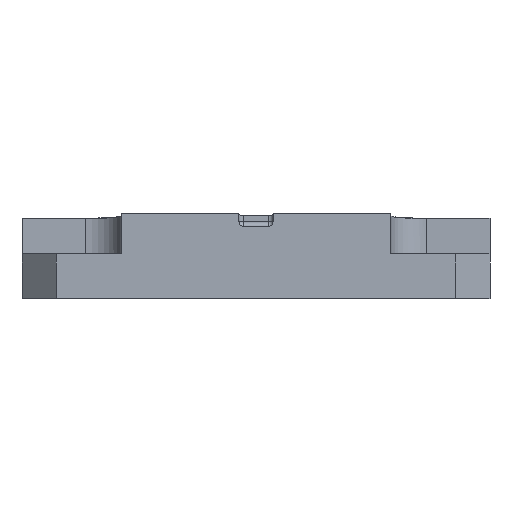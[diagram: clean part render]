
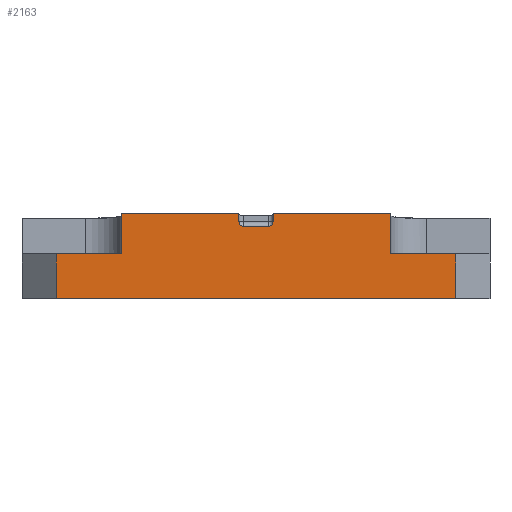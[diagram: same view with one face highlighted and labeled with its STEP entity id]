
A CAD part, front view. The second image highlights one B-rep face of the part: STEP entity #2163.
In plain terms, the highlighted planar face has unit normal (0, -1, 0).
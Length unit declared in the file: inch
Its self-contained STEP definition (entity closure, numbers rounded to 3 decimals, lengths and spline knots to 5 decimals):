
#455=DIRECTION('',(0.,0.,1.));
#456=VECTOR('',#455,0.59235);
#457=CARTESIAN_POINT('',(1.9685,-4.17188,0.72));
#458=LINE('',#457,#456);
#463=DIRECTION('',(1.,0.,0.));
#464=VECTOR('',#463,0.05006);
#465=CARTESIAN_POINT('',(-2.01856,-4.17188,0.72));
#466=LINE('',#465,#464);
#467=CARTESIAN_POINT('',(-1.96848,-4.17188,1.314));
#468=CARTESIAN_POINT('',(-1.96849,-4.17188,1.31345));
#469=CARTESIAN_POINT('',(-1.9685,-4.17188,1.3129));
#470=CARTESIAN_POINT('',(-1.9685,-4.17188,1.31235));
#472=DIRECTION('',(1.,0.,0.));
#473=VECTOR('',#472,1.71848);
#474=CARTESIAN_POINT('',(-1.96848,-4.17188,1.314));
#475=LINE('',#474,#473);
#476=DIRECTION('',(0.,0.,-1.));
#477=VECTOR('',#476,0.126);
#478=CARTESIAN_POINT('',(-0.25,-4.17188,1.314));
#479=LINE('',#478,#477);
#480=DIRECTION('',(1.,0.,0.));
#481=VECTOR('',#480,0.374);
#482=CARTESIAN_POINT('',(-0.187,-4.17188,1.125));
#483=LINE('',#482,#481);
#484=DIRECTION('',(0.,0.,-1.));
#485=VECTOR('',#484,0.126);
#486=CARTESIAN_POINT('',(0.25,-4.17188,1.314));
#487=LINE('',#486,#485);
#488=DIRECTION('',(1.,0.,0.));
#489=VECTOR('',#488,1.71848);
#490=CARTESIAN_POINT('',(0.25,-4.17188,1.314));
#491=LINE('',#490,#489);
#492=CARTESIAN_POINT('',(1.9685,-4.17188,1.31235));
#493=CARTESIAN_POINT('',(1.9685,-4.17188,1.3129));
#494=CARTESIAN_POINT('',(1.96849,-4.17188,1.31345));
#495=CARTESIAN_POINT('',(1.96848,-4.17188,1.314));
#497=DIRECTION('',(1.,0.,0.));
#498=VECTOR('',#497,0.05006);
#499=CARTESIAN_POINT('',(1.9685,-4.17188,0.72));
#500=LINE('',#499,#498);
#501=DIRECTION('',(1.,0.,0.));
#502=VECTOR('',#501,0.9065);
#503=CARTESIAN_POINT('',(2.031,-4.17188,0.71875));
#504=LINE('',#503,#502);
#505=DIRECTION('',(0.,0.,1.));
#506=VECTOR('',#505,0.65875);
#507=CARTESIAN_POINT('',(2.9375,-4.17188,0.06));
#508=LINE('',#507,#506);
#509=DIRECTION('',(1.,0.,0.));
#510=VECTOR('',#509,5.875);
#511=CARTESIAN_POINT('',(-2.9375,-4.17188,0.06));
#512=LINE('',#511,#510);
#513=DIRECTION('',(0.,0.,1.));
#514=VECTOR('',#513,0.65875);
#515=CARTESIAN_POINT('',(-2.9375,-4.17188,0.06));
#516=LINE('',#515,#514);
#517=DIRECTION('',(1.,0.,0.));
#518=VECTOR('',#517,0.9065);
#519=CARTESIAN_POINT('',(-2.9375,-4.17188,0.71875));
#520=LINE('',#519,#518);
#521=DIRECTION('',(0.,0.,-1.));
#522=VECTOR('',#521,0.59235);
#523=CARTESIAN_POINT('',(-1.9685,-4.17188,1.31235));
#524=LINE('',#523,#522);
#652=CARTESIAN_POINT('',(0.187,-4.17188,1.188));
#653=DIRECTION('',(0.,1.,0.));
#654=DIRECTION('',(1.,0.,0.));
#655=AXIS2_PLACEMENT_3D('',#652,#653,#654);
#669=CARTESIAN_POINT('',(-0.187,-4.17188,1.188));
#670=DIRECTION('',(0.,1.,0.));
#671=DIRECTION('',(0.,0.,-1.));
#672=AXIS2_PLACEMENT_3D('',#669,#670,#671);
#747=CARTESIAN_POINT('',(2.031,-4.17188,0.78125));
#748=DIRECTION('',(0.,1.,0.));
#749=DIRECTION('',(0.,0.,-1.));
#750=AXIS2_PLACEMENT_3D('',#747,#748,#749);
#1230=CARTESIAN_POINT('',(-2.031,-4.17188,0.78125));
#1231=DIRECTION('',(0.,1.,0.));
#1232=DIRECTION('',(0.199,0.,-0.98));
#1233=AXIS2_PLACEMENT_3D('',#1230,#1231,#1232);
#1298=CARTESIAN_POINT('',(2.9375,-4.17188,0.71875));
#1300=VERTEX_POINT('',#1298);
#1305=CARTESIAN_POINT('',(-2.9375,-4.17188,0.71875));
#1307=VERTEX_POINT('',#1305);
#1335=CARTESIAN_POINT('',(2.031,-4.17188,0.71875));
#1336=VERTEX_POINT('',#1335);
#1338=CARTESIAN_POINT('',(-2.031,-4.17188,0.71875));
#1340=VERTEX_POINT('',#1338);
#1350=CARTESIAN_POINT('',(1.9685,-4.17188,1.31235));
#1351=VERTEX_POINT('',#1350);
#1353=CARTESIAN_POINT('',(-1.9685,-4.17188,1.31235));
#1355=VERTEX_POINT('',#1353);
#1360=CARTESIAN_POINT('',(0.187,-4.17188,1.125));
#1362=VERTEX_POINT('',#1360);
#1364=CARTESIAN_POINT('',(0.25,-4.17188,1.188));
#1366=VERTEX_POINT('',#1364);
#1370=CARTESIAN_POINT('',(-0.25,-4.17188,1.188));
#1372=VERTEX_POINT('',#1370);
#1374=CARTESIAN_POINT('',(-0.187,-4.17188,1.125));
#1375=VERTEX_POINT('',#1374);
#1380=CARTESIAN_POINT('',(-1.96848,-4.17188,1.314));
#1381=CARTESIAN_POINT('',(-0.25,-4.17188,1.314));
#1382=VERTEX_POINT('',#1380);
#1383=VERTEX_POINT('',#1381);
#1384=CARTESIAN_POINT('',(0.25,-4.17188,1.314));
#1385=CARTESIAN_POINT('',(1.96848,-4.17188,1.314));
#1386=VERTEX_POINT('',#1384);
#1387=VERTEX_POINT('',#1385);
#1404=CARTESIAN_POINT('',(-2.9375,-4.17188,0.06));
#1405=CARTESIAN_POINT('',(2.9375,-4.17188,0.06));
#1406=VERTEX_POINT('',#1404);
#1407=VERTEX_POINT('',#1405);
#1488=CARTESIAN_POINT('',(-2.01856,-4.17188,0.72));
#1489=CARTESIAN_POINT('',(-1.9685,-4.17188,0.72));
#1490=VERTEX_POINT('',#1488);
#1491=VERTEX_POINT('',#1489);
#1492=CARTESIAN_POINT('',(1.9685,-4.17188,0.72));
#1493=CARTESIAN_POINT('',(2.01856,-4.17188,0.72));
#1494=VERTEX_POINT('',#1492);
#1495=VERTEX_POINT('',#1493);
#2123=CARTESIAN_POINT('',(-3.4375,-4.17188,0.));
#2124=DIRECTION('',(0.,-1.,0.));
#2125=DIRECTION('',(1.,0.,0.));
#2126=AXIS2_PLACEMENT_3D('',#2123,#2124,#2125);
#2127=PLANE('',#2126);
#2128=ORIENTED_EDGE('',*,*,#1681,.T.);
#2130=ORIENTED_EDGE('',*,*,#2129,.F.);
#2132=ORIENTED_EDGE('',*,*,#2131,.F.);
#2133=ORIENTED_EDGE('',*,*,#1956,.T.);
#2135=ORIENTED_EDGE('',*,*,#2134,.T.);
#2137=ORIENTED_EDGE('',*,*,#2136,.F.);
#2139=ORIENTED_EDGE('',*,*,#2138,.T.);
#2141=ORIENTED_EDGE('',*,*,#2140,.F.);
#2143=ORIENTED_EDGE('',*,*,#2142,.F.);
#2144=ORIENTED_EDGE('',*,*,#1944,.T.);
#2146=ORIENTED_EDGE('',*,*,#2145,.F.);
#2147=ORIENTED_EDGE('',*,*,#2116,.F.);
#2148=ORIENTED_EDGE('',*,*,#1697,.T.);
#2150=ORIENTED_EDGE('',*,*,#2149,.F.);
#2151=ORIENTED_EDGE('',*,*,#1815,.T.);
#2153=ORIENTED_EDGE('',*,*,#2152,.F.);
#2155=ORIENTED_EDGE('',*,*,#2154,.F.);
#2157=ORIENTED_EDGE('',*,*,#2156,.T.);
#2158=ORIENTED_EDGE('',*,*,#1837,.T.);
#2160=ORIENTED_EDGE('',*,*,#2159,.F.);
#2161=EDGE_LOOP('',(#2128,#2130,#2132,#2133,#2135,#2137,#2139,#2141,#2143,#2144,
#2146,#2147,#2148,#2150,#2151,#2153,#2155,#2157,#2158,#2160));
#2162=FACE_OUTER_BOUND('',#2161,.F.);
#2163=ADVANCED_FACE('',(#2162),#2127,.T.);
#471=B_SPLINE_CURVE_WITH_KNOTS('',3,(#467,#468,#469,#470),.UNSPECIFIED.,.F.,.F.,
(4,4),(0.,1.),.UNSPECIFIED.);
#496=B_SPLINE_CURVE_WITH_KNOTS('',3,(#492,#493,#494,#495),.UNSPECIFIED.,.F.,.F.,
(4,4),(0.,1.),.UNSPECIFIED.);
#656=CIRCLE('',#655,0.063);
#673=CIRCLE('',#672,0.063);
#751=CIRCLE('',#750,0.0625);
#1234=CIRCLE('',#1233,0.0625);
#1681=EDGE_CURVE('',#1490,#1491,#466,.T.);
#1697=EDGE_CURVE('',#1494,#1495,#500,.T.);
#1815=EDGE_CURVE('',#1336,#1300,#504,.T.);
#1837=EDGE_CURVE('',#1307,#1340,#520,.T.);
#1944=EDGE_CURVE('',#1386,#1387,#491,.T.);
#1956=EDGE_CURVE('',#1382,#1383,#475,.T.);
#2116=EDGE_CURVE('',#1494,#1351,#458,.T.);
#2129=EDGE_CURVE('',#1355,#1491,#524,.T.);
#2131=EDGE_CURVE('',#1382,#1355,#471,.T.);
#2134=EDGE_CURVE('',#1383,#1372,#479,.T.);
#2136=EDGE_CURVE('',#1375,#1372,#673,.T.);
#2138=EDGE_CURVE('',#1375,#1362,#483,.T.);
#2140=EDGE_CURVE('',#1366,#1362,#656,.T.);
#2142=EDGE_CURVE('',#1386,#1366,#487,.T.);
#2145=EDGE_CURVE('',#1351,#1387,#496,.T.);
#2149=EDGE_CURVE('',#1336,#1495,#751,.T.);
#2152=EDGE_CURVE('',#1407,#1300,#508,.T.);
#2154=EDGE_CURVE('',#1406,#1407,#512,.T.);
#2156=EDGE_CURVE('',#1406,#1307,#516,.T.);
#2159=EDGE_CURVE('',#1490,#1340,#1234,.T.);
